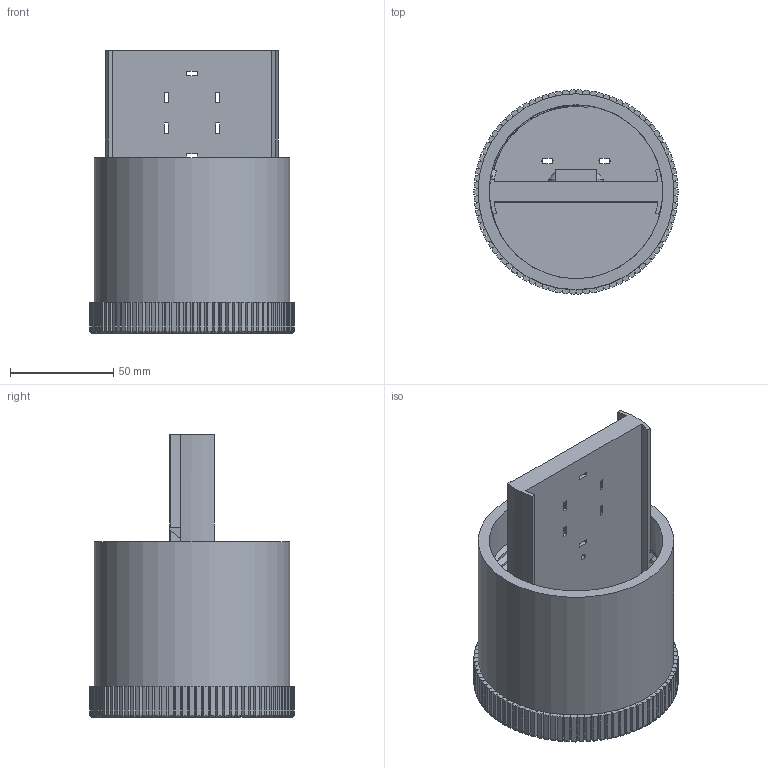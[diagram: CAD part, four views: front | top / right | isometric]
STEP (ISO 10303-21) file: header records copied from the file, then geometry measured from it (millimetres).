
FILE_DESCRIPTION(/* description */ (''),/* implementation_level */ '2;1');
FILE_NAME(/* name */ 'Ebay to 101 mm Apogee nose cone.step',/* time_stamp */ '2024-03-17T21:42:00+01:00',/* author */ (''),/* organization */ (''),/* preprocessor_version */ 'ST-DEVELOPER v20',/* originating_system */ 'Autodesk Translation Framework v12.14.0.127',/* authorisation */ '');
FILE_SCHEMA (('AUTOMOTIVE_DESIGN { 1 0 10303 214 3 1 1 }'));
Length unit declared in the file: millimetre
Products named in the file (3): Ebay to 101 mm Apogee nose cone; Sleve; Sled
Assembly tree (2 placements, depth 2):
  Ebay to 101 mm Apogee nose cone
    Sleve
    Sled
Bounding box: 99 x 98.99 x 136.93 mm (x, y, z)
Volume: 413822.9 mm3; surface area: 112040.1 mm2
Topology: 13 solids, 13 shells, 931 faces, 2405 edges, 1509 vertices
Faces by surface type: cylinder 341, plane 339, bspline 156, torus 90, cone 5
Full cylindrical faces by diameter (mm): 2.5 x6, 6.2 x2, 12.5 x4, 21 x1, 82.736 x3, 84.305 x8, 89.62 x3, 91.02 x8, 95 x1
Entity records: 36555 total; most frequent: CARTESIAN_POINT 15088, ORIENTED_EDGE 4810, DIRECTION 3821, EDGE_CURVE 2405, VERTEX_POINT 1509, LINE 1365, VECTOR 1365, AXIS2_PLACEMENT_3D 1228
